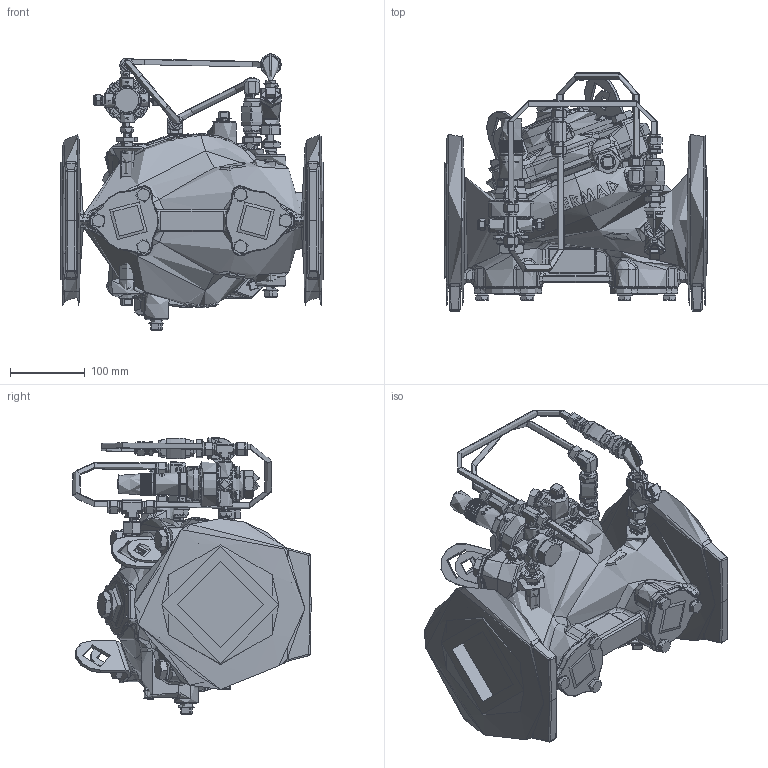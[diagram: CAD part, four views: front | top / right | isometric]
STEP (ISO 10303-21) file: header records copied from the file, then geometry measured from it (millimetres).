
FILE_DESCRIPTION (( 'STEP AP214' ), '1' );
FILE_NAME ('PC8-FP-4-42T-20-H-C-16-ER-NN.STEP', '2019-05-07T14:40:22', ( '' ), ( '' ), 'SwSTEP 2.0', 'SolidWorks 2018', '' );
FILE_SCHEMA (( 'AUTOMOTIVE_DESIGN' ));
Length unit declared in the file: millimetre
Products named in the file (117): Basic Sizable-PORT; DIN 931 A4 CLASS 80 - M16 x 55 x 38-C1; 24400P0714_U-Z; 073808S000-FP-04-42T-20-H; 02101E1125-DIN 933 A4 CLASS 80 - M10 x 25-C1_ISO 4017 - M10 x 25-C1; 02101E1125-DIN 933 A4 CLASS 80 - M10 x 25-C1; 060202S116-hat; 063838X072; 060238S123-hat_060238S123-HAT; 36020S7000_36020S7000; S.S 316 Label Blue-FP-400Y; DIN 125 A A4 - 101; DIN 931 A4 CLASS 80 - M16 x 55 x 38-C1_ISO 4014 - M16 x 55 x 38-C1; 25200S0514; 25200S0514_25200S0514; FP-4-400Y-Basic-STD-Body-Flange-Filled; 500420PBL1; 5004Q1PB00; 060404S122-hat; FP-4-400Y-Basic-STD-Cover-Flange-Filled; 060204S110; 500411PB17; 063838X068_063838B068; 500420PBL1_Machin Bronze; 9950000124-NICKEL; 063838X072_063838B072; 060238C110; 063838X068; 24400P0714_U-Z_Machining; 060200S121; DIN 913 A2 CLASS 70 - M12 x 16-C1; 060200S121_060200S121; 060404S122-hat_060404S122; 060400C121; 3600S00803; FP-400Y-Basic Sizable_4-V-RF; DIN 934 A4 0.3750-16-D-C1_HNUT 0.3750-16-D-C1; DIN 934 A4 0.3750-16-D-C1; 060202S116-hat_060202S116; 063804X072_063804B072 ...
Assembly tree (99 placements, depth 4):
  Basic Sizable-PORT
  DIN 931 A4 CLASS 80 - M16 x 55 x 38-C1
  24400P0714_U-Z
  DIN 931 A4 CLASS 80 - M16 x 55 x 38-C1
  02101E1125-DIN 933 A4 CLASS 80 - M10 x 25-C1
Bounding box: 350 x 318.1 x 368.79 mm (x, y, z)
Volume: 9667283 mm3; surface area: 1085240.1 mm2
Topology: 115 solids, 115 shells, 5221 faces, 12972 edges, 8180 vertices
Faces by surface type: plane 2347, bspline 1175, cylinder 922, cone 554, torus 189, sphere 34
Full cylindrical faces by diameter (mm): 0.8 x1, 1 x4, 1.5 x1, 2 x1, 3 x1, 3.797 x3, 5 x7, 5.105 x4, 6.4 x2, 6.528 x1, 7 x1, 7.1 x6, 7.11 x3, 7.51 x1, 7.74 x7, 7.938 x1, 8 x6, 8.5 x7, 8.636 x3, 9.35 x1, 9.5 x1, 9.52 x13, 9.525 x2, 10 x7, 10.2 x1, 10.5 x6, 10.8 x1, 11 x7, 11.125 x4, 11.5 x1
Entity records: 318042 total; most frequent: CARTESIAN_POINT 201341, ORIENTED_EDGE 20658, DIRECTION 15881, EDGE_CURVE 10329, VERTEX_POINT 6743, AXIS2_PLACEMENT_3D 5558, EDGE_LOOP 5160, VECTOR 4765
